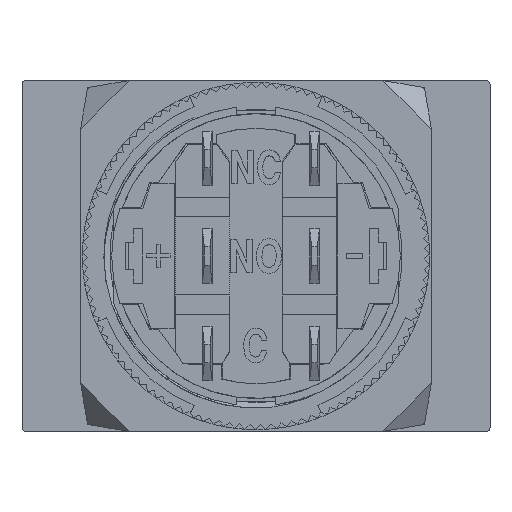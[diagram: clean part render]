
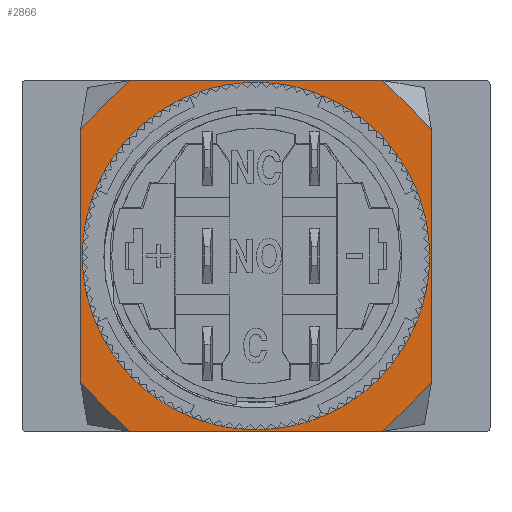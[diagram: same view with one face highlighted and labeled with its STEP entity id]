
A CAD part, front view. The second image highlights one B-rep face of the part: STEP entity #2866.
In plain terms, the highlighted planar face has unit normal (0, -1, 0).
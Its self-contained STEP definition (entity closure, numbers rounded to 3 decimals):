
#2866 = ADVANCED_FACE( '', ( #5838, #5839 ), #5840, .T. );
#5838 = FACE_BOUND( '', #11544, .T. );
#5839 = FACE_OUTER_BOUND( '', #11545, .T. );
#5840 = PLANE( '', #11546 );
#11544 = EDGE_LOOP( '', ( #20972 ) );
#11545 = EDGE_LOOP( '', ( #20973, #20974, #20975, #20976, #20977, #20978, #20979, #20980 ) );
#11546 = AXIS2_PLACEMENT_3D( '', #20981, #20982, #20983 );
#20972 = ORIENTED_EDGE( '', *, *, #25395, .F. );
#20973 = ORIENTED_EDGE( '', *, *, #24098, .F. );
#20974 = ORIENTED_EDGE( '', *, *, #22849, .F. );
#20975 = ORIENTED_EDGE( '', *, *, #25230, .F. );
#20976 = ORIENTED_EDGE( '', *, *, #24630, .F. );
#20977 = ORIENTED_EDGE( '', *, *, #23871, .F. );
#20978 = ORIENTED_EDGE( '', *, *, #24782, .F. );
#20979 = ORIENTED_EDGE( '', *, *, #25393, .F. );
#20980 = ORIENTED_EDGE( '', *, *, #23619, .F. );
#20981 = CARTESIAN_POINT( '', ( 0., 20.3, 0. ) );
#20982 = DIRECTION( '', ( 0., -1., 0. ) );
#20983 = DIRECTION( '', ( -1., 0., 0. ) );
#22849 = EDGE_CURVE( '', #26830, #26068, #27672, .T. );
#23619 = EDGE_CURVE( '', #28913, #28908, #28915, .T. );
#23871 = EDGE_CURVE( '', #29276, #27068, #29277, .T. );
#24098 = EDGE_CURVE( '', #26068, #28913, #29611, .T. );
#24630 = EDGE_CURVE( '', #27068, #30346, #30349, .T. );
#24782 = EDGE_CURVE( '', #30524, #29276, #30526, .T. );
#25230 = EDGE_CURVE( '', #30346, #26830, #31026, .T. );
#25393 = EDGE_CURVE( '', #28908, #30524, #31193, .T. );
#25395 = EDGE_CURVE( '', #31195, #31195, #31196, .T. );
#26068 = VERTEX_POINT( '', #32205 );
#26830 = VERTEX_POINT( '', #33252 );
#27068 = VERTEX_POINT( '', #33658 );
#27672 = LINE( '', #34584, #34585 );
#28908 = VERTEX_POINT( '', #37139 );
#28913 = VERTEX_POINT( '', #37147 );
#28915 = LINE( '', #37150, #37151 );
#29276 = VERTEX_POINT( '', #37706 );
#29277 = LINE( '', #37707, #37708 );
#29611 = LINE( '', #38746, #38747 );
#30346 = VERTEX_POINT( '', #40056 );
#30349 = LINE( '', #40061, #40062 );
#30524 = VERTEX_POINT( '', #40321 );
#30526 = LINE( '', #40324, #40325 );
#31026 = LINE( '', #41369, #41370 );
#31193 = LINE( '', #41607, #41608 );
#31195 = VERTEX_POINT( '', #41610 );
#31196 = CIRCLE( '', #41611, 8.9 );
#32205 = CARTESIAN_POINT( '', ( 9., 20.3, -6.5 ) );
#33252 = CARTESIAN_POINT( '', ( 9., 20.3, 6.5 ) );
#33658 = CARTESIAN_POINT( '', ( -6.5, 20.3, 9. ) );
#34584 = CARTESIAN_POINT( '', ( 9., 20.3, 6.5 ) );
#34585 = VECTOR( '', #43198, 1000. );
#37139 = CARTESIAN_POINT( '', ( -6.5, 20.3, -9. ) );
#37147 = CARTESIAN_POINT( '', ( 6.5, 20.3, -9. ) );
#37150 = CARTESIAN_POINT( '', ( 6.5, 20.3, -9. ) );
#37151 = VECTOR( '', #43884, 1000. );
#37706 = CARTESIAN_POINT( '', ( -9., 20.3, 6.5 ) );
#37707 = CARTESIAN_POINT( '', ( -9., 20.3, 6.5 ) );
#37708 = VECTOR( '', #44103, 1000. );
#38746 = CARTESIAN_POINT( '', ( 9., 20.3, -6.5 ) );
#38747 = VECTOR( '', #44225, 1000. );
#40056 = CARTESIAN_POINT( '', ( 6.5, 20.3, 9. ) );
#40061 = CARTESIAN_POINT( '', ( -6.5, 20.3, 9. ) );
#40062 = VECTOR( '', #44654, 1000. );
#40321 = CARTESIAN_POINT( '', ( -9., 20.3, -6.5 ) );
#40324 = CARTESIAN_POINT( '', ( -9., 20.3, -6.5 ) );
#40325 = VECTOR( '', #44772, 1000. );
#41369 = CARTESIAN_POINT( '', ( 6.5, 20.3, 9. ) );
#41370 = VECTOR( '', #45050, 1000. );
#41607 = CARTESIAN_POINT( '', ( -6.5, 20.3, -9. ) );
#41608 = VECTOR( '', #45126, 1000. );
#41610 = CARTESIAN_POINT( '', ( 8.9, 20.3, 0. ) );
#41611 = AXIS2_PLACEMENT_3D( '', #45127, #45128, #45129 );
#43198 = DIRECTION( '', ( 0., 0., -1. ) );
#43884 = DIRECTION( '', ( -1., 0., 0. ) );
#44103 = DIRECTION( '', ( 0.707, 0., 0.707 ) );
#44225 = DIRECTION( '', ( -0.707, 0., -0.707 ) );
#44654 = DIRECTION( '', ( 1., 0., 0. ) );
#44772 = DIRECTION( '', ( 0., 0., 1. ) );
#45050 = DIRECTION( '', ( 0.707, 0., -0.707 ) );
#45126 = DIRECTION( '', ( -0.707, 0., 0.707 ) );
#45127 = CARTESIAN_POINT( '', ( 0., 20.3, 0. ) );
#45128 = DIRECTION( '', ( 0., -1., 0. ) );
#45129 = DIRECTION( '', ( 1., 0., 0. ) );
